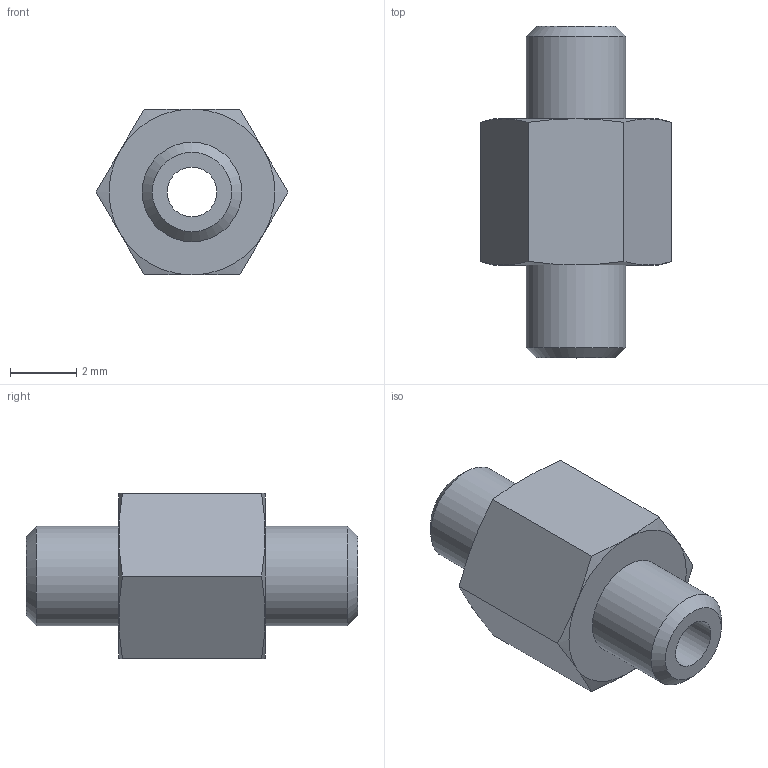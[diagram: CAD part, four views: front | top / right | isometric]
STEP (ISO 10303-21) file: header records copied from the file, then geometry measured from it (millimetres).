
FILE_DESCRIPTION(/* description */ ('STEP AP214'),/* implementation_level */ '2;1');
FILE_NAME(/* name */ '8069210_NPFC-D-2M3-M',/* time_stamp */ '2024-09-12T23:17:26+02:00',/* author */ ('License CC BY-ND 4.0'),/* organization */ ('CADENAS'),/* preprocessor_version */ 'ST-DEVELOPER v19.3',/* originating_system */ 'PARTsolutions',/* authorisation */ ' ');
FILE_SCHEMA (('AUTOMOTIVE_DESIGN {1 0 10303 214 3 1 1}'));
Length unit declared in the file: millimetre
Products named in the file (1): 8069210 NPFC-D-2M3-M
Bounding box: 5.77 x 10 x 5 mm (x, y, z)
Volume: 116.2 mm3; surface area: 211.2 mm2
Topology: 1 solids, 1 shells, 27 faces, 55 edges, 32 vertices
Faces by surface type: cone 14, plane 10, cylinder 3
Full cylindrical faces by diameter (mm): 1.5 x1, 3 x2
Entity records: 730 total; most frequent: CARTESIAN_POINT 182, DIRECTION 102, ORIENTED_EDGE 100, EDGE_CURVE 50, AXIS2_PLACEMENT_3D 48, EDGE_LOOP 36, FACE_BOUND 36, VERTEX_POINT 32
